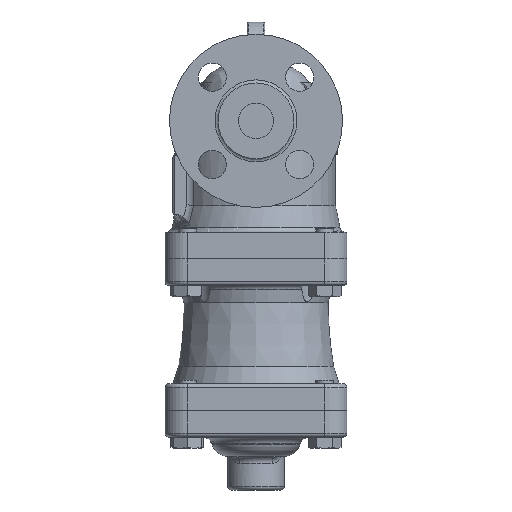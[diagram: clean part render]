
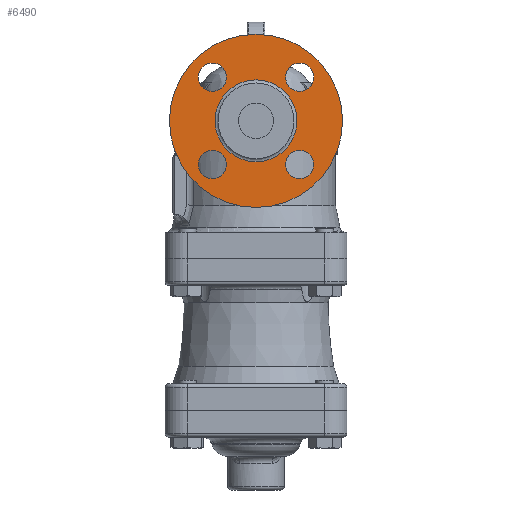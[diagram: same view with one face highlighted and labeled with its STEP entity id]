
A CAD part, left-side view. The second image highlights one B-rep face of the part: STEP entity #6490.
In plain terms, the highlighted planar face has unit normal (-1, 0, 0).
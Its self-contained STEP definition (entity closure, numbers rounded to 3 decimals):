
#974=FACE_BOUND('',#2030,.T.);
#975=FACE_BOUND('',#2031,.T.);
#976=FACE_BOUND('',#2032,.T.);
#977=FACE_BOUND('',#2033,.T.);
#978=FACE_BOUND('',#2034,.T.);
#1150=PLANE('',#7162);
#1519=FACE_OUTER_BOUND('',#2029,.T.);
#2029=EDGE_LOOP('',(#5848));
#2030=EDGE_LOOP('',(#5849));
#2031=EDGE_LOOP('',(#5850));
#2032=EDGE_LOOP('',(#5851));
#2033=EDGE_LOOP('',(#5852));
#2034=EDGE_LOOP('',(#5853));
#2618=CIRCLE('',#7154,49.);
#2621=CIRCLE('',#7160,23.182);
#2623=CIRCLE('',#7163,8.);
#2624=CIRCLE('',#7164,8.);
#2625=CIRCLE('',#7165,8.);
#2626=CIRCLE('',#7166,8.);
#3235=VERTEX_POINT('',#17628);
#3238=VERTEX_POINT('',#17637);
#3240=VERTEX_POINT('',#17642);
#3241=VERTEX_POINT('',#17644);
#3242=VERTEX_POINT('',#17646);
#3243=VERTEX_POINT('',#17648);
#4131=EDGE_CURVE('',#3235,#3235,#2618,.T.);
#4134=EDGE_CURVE('',#3238,#3238,#2621,.T.);
#4136=EDGE_CURVE('',#3240,#3240,#2623,.T.);
#4137=EDGE_CURVE('',#3241,#3241,#2624,.T.);
#4138=EDGE_CURVE('',#3242,#3242,#2625,.T.);
#4139=EDGE_CURVE('',#3243,#3243,#2626,.T.);
#5848=ORIENTED_EDGE('',*,*,#4131,.T.);
#5849=ORIENTED_EDGE('',*,*,#4136,.T.);
#5850=ORIENTED_EDGE('',*,*,#4137,.T.);
#5851=ORIENTED_EDGE('',*,*,#4138,.T.);
#5852=ORIENTED_EDGE('',*,*,#4139,.T.);
#5853=ORIENTED_EDGE('',*,*,#4134,.F.);
#6490=ADVANCED_FACE('',(#1519,#974,#975,#976,#977,#978),#1150,.F.);
#7154=AXIS2_PLACEMENT_3D('',#17629,#8723,#8724);
#7160=AXIS2_PLACEMENT_3D('',#17638,#8735,#8736);
#7162=AXIS2_PLACEMENT_3D('',#17641,#8739,#8740);
#7163=AXIS2_PLACEMENT_3D('',#17643,#8741,#8742);
#7164=AXIS2_PLACEMENT_3D('',#17645,#8743,#8744);
#7165=AXIS2_PLACEMENT_3D('',#17647,#8745,#8746);
#7166=AXIS2_PLACEMENT_3D('',#17649,#8747,#8748);
#8723=DIRECTION('center_axis',(-1.,0.,0.));
#8724=DIRECTION('ref_axis',(0.,0.,1.));
#8735=DIRECTION('center_axis',(-1.,0.,0.));
#8736=DIRECTION('ref_axis',(0.,0.,1.));
#8739=DIRECTION('center_axis',(1.,0.,0.));
#8740=DIRECTION('ref_axis',(0.,0.,-1.));
#8741=DIRECTION('center_axis',(1.,0.,0.));
#8742=DIRECTION('ref_axis',(0.,0.,-1.));
#8743=DIRECTION('center_axis',(1.,0.,0.));
#8744=DIRECTION('ref_axis',(0.,-1.,0.));
#8745=DIRECTION('center_axis',(1.,0.,0.));
#8746=DIRECTION('ref_axis',(0.,0.,1.));
#8747=DIRECTION('center_axis',(1.,0.,0.));
#8748=DIRECTION('ref_axis',(0.,1.,0.));
#17628=CARTESIAN_POINT('',(-85.5,0.,127.));
#17629=CARTESIAN_POINT('Origin',(-85.5,0.,78.));
#17637=CARTESIAN_POINT('',(-85.5,0.,54.818));
#17638=CARTESIAN_POINT('Origin',(-85.5,0.,78.));
#17641=CARTESIAN_POINT('Origin',(-85.5,0.,113.225));
#17642=CARTESIAN_POINT('',(-85.5,24.713,94.713));
#17643=CARTESIAN_POINT('Origin',(-85.5,24.713,102.713));
#17644=CARTESIAN_POINT('',(-85.5,16.713,53.287));
#17645=CARTESIAN_POINT('Origin',(-85.5,24.713,53.287));
#17646=CARTESIAN_POINT('',(-85.5,-24.713,61.287));
#17647=CARTESIAN_POINT('Origin',(-85.5,-24.713,53.287));
#17648=CARTESIAN_POINT('',(-85.5,-16.713,102.713));
#17649=CARTESIAN_POINT('Origin',(-85.5,-24.713,102.713));
